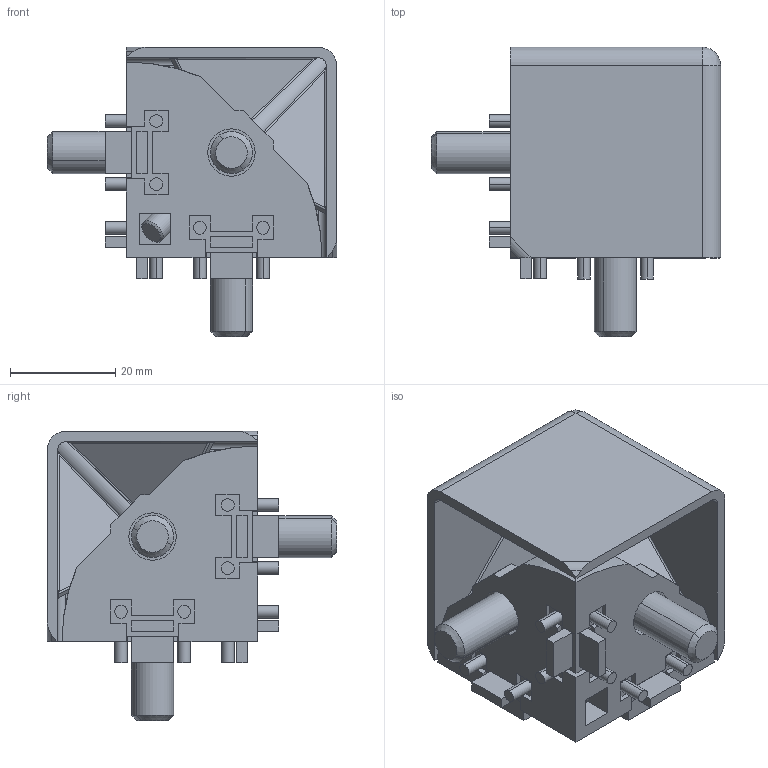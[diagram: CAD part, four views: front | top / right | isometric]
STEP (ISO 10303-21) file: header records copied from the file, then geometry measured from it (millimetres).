
FILE_DESCRIPTION (( 'STEP AP214' ), '1' );
FILE_NAME ('FIXE08E1977-Kit raccord d''angle 8 40x40x40, noir.step', '2023-03-24T10:05:45', ( 'Altae' ), ( '' ), 'SwSTEP 2.0', 'SolidWorks 2021', '' );
FILE_SCHEMA (( 'AUTOMOTIVE_DESIGN' ));
Length unit declared in the file: millimetre
Products named in the file (1): FIXE08E1977-Kit raccord d''angle 8 40x40x40, noir
Bounding box: 55 x 55 x 55 mm (x, y, z)
Volume: 28293.5 mm3; surface area: 22061.3 mm2
Topology: 5 solids, 5 shells, 319 faces, 813 edges, 523 vertices
Faces by surface type: plane 205, cylinder 76, bspline 22, cone 10, torus 6
Entity records: 13809 total; most frequent: CARTESIAN_POINT 2671, ORIENTED_EDGE 1624, DIRECTION 1473, EDGE_CURVE 812, LINE 533, VECTOR 533, VERTEX_POINT 523, AXIS2_PLACEMENT_3D 470
